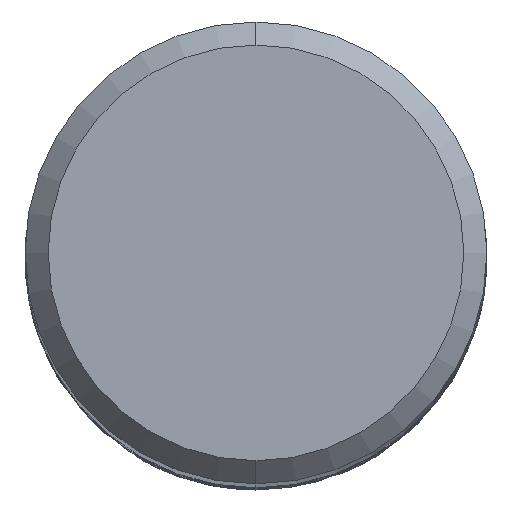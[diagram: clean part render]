
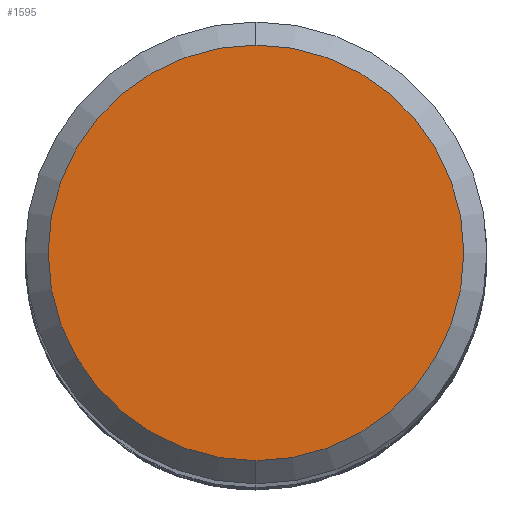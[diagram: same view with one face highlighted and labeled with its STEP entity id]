
A CAD part, top view. The second image highlights one B-rep face of the part: STEP entity #1595.
In plain terms, the highlighted planar face has unit normal (0, 0, 1).
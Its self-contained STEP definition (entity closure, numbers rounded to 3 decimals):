
#1595=ADVANCED_FACE('',(#4154),#4155,.T.);
#2587=VERTEX_POINT('',#5213);
#2643=EDGE_CURVE('',#2901,#2587,#5275,.T.);
#2901=VERTEX_POINT('',#5559);
#3425=EDGE_CURVE('',#2587,#2901,#6134,.T.);
#4154=FACE_OUTER_BOUND('',#11357,.T.);
#4155=PLANE('',#11358);
#5213=CARTESIAN_POINT('',(0.,-4.5,0.0));
#5275=CIRCLE('',#20176,4.5);
#5559=CARTESIAN_POINT('',(0.0,4.5,0.0));
#6134=CIRCLE('',#27256,4.5);
#11357=EDGE_LOOP('',(#31666,#31667));
#11358=AXIS2_PLACEMENT_3D('',#31668,#31669,#31670);
#20176=AXIS2_PLACEMENT_3D('',#32656,#32657,#32658);
#27256=AXIS2_PLACEMENT_3D('',#33674,#33675,#33676);
#31666=ORIENTED_EDGE('',*,*,#2643,.F.);
#31667=ORIENTED_EDGE('',*,*,#3425,.F.);
#31668=CARTESIAN_POINT('',(0.0,2.25,0.0));
#31669=DIRECTION('',(-0.0,0.0,1.0));
#31670=DIRECTION('',(0.0,-1.0,0.0));
#32656=CARTESIAN_POINT('',(0.0,0.0,0.0));
#32657=DIRECTION('',(0.0,0.0,-1.0));
#32658=DIRECTION('',(0.0,1.0,0.0));
#33674=CARTESIAN_POINT('',(0.0,0.0,0.0));
#33675=DIRECTION('',(0.0,0.0,-1.0));
#33676=DIRECTION('',(0.0,1.0,0.0));
